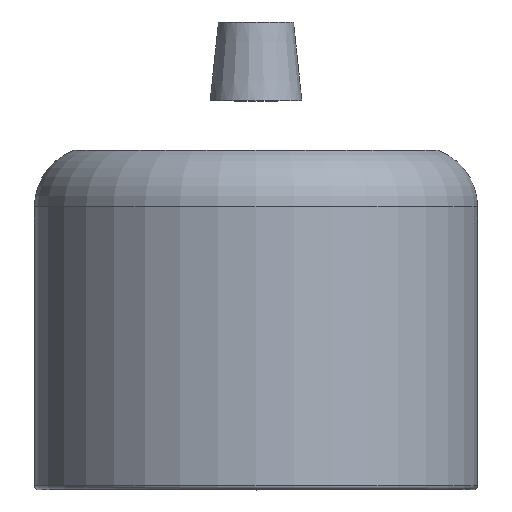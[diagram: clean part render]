
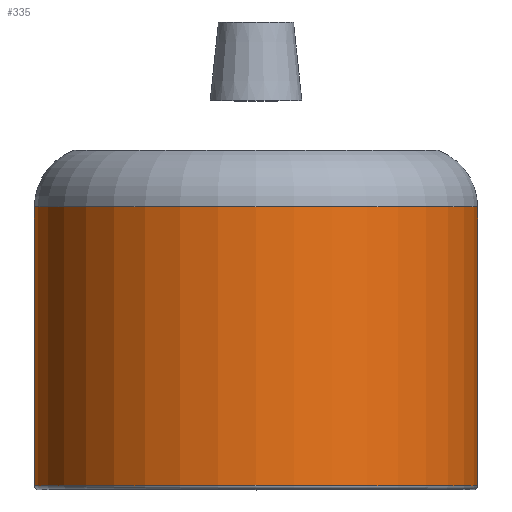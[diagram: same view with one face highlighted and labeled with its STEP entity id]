
A CAD part, top view. The second image highlights one B-rep face of the part: STEP entity #335.
In plain terms, the highlighted cylindrical face has radius 29.5 mm (diameter 59 mm), a full revolution.
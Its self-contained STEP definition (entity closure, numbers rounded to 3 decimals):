
#20=LINE('',#577,#32);
#32=VECTOR('',#447,29.);
#44=CYLINDRICAL_SURFACE('',#377,29.5);
#65=FACE_OUTER_BOUND('',#90,.T.);
#90=EDGE_LOOP('',(#237,#238,#239,#240));
#119=CIRCLE('',#374,29.5);
#121=CIRCLE('',#378,29.5);
#154=VERTEX_POINT('',#569);
#156=VERTEX_POINT('',#576);
#185=EDGE_CURVE('',#154,#154,#119,.T.);
#187=EDGE_CURVE('',#154,#156,#20,.T.);
#188=EDGE_CURVE('',#156,#156,#121,.T.);
#237=ORIENTED_EDGE('',*,*,#185,.F.);
#238=ORIENTED_EDGE('',*,*,#187,.T.);
#239=ORIENTED_EDGE('',*,*,#188,.F.);
#240=ORIENTED_EDGE('',*,*,#187,.F.);
#335=ADVANCED_FACE('',(#65),#44,.T.);
#374=AXIS2_PLACEMENT_3D('',#571,#439,#440);
#377=AXIS2_PLACEMENT_3D('',#575,#445,#446);
#378=AXIS2_PLACEMENT_3D('',#578,#448,#449);
#439=DIRECTION('center_axis',(0.,-1.,0.));
#440=DIRECTION('ref_axis',(0.,0.,-1.));
#445=DIRECTION('center_axis',(0.,-1.,0.));
#446=DIRECTION('ref_axis',(0.,0.,-1.));
#447=DIRECTION('',(0.,1.,0.));
#448=DIRECTION('center_axis',(0.,1.,0.));
#449=DIRECTION('ref_axis',(0.,0.,-1.));
#569=CARTESIAN_POINT('',(30.202,-310.293,30.442));
#571=CARTESIAN_POINT('Origin',(30.202,-310.293,0.942));
#575=CARTESIAN_POINT('Origin',(30.202,-291.886,0.942));
#576=CARTESIAN_POINT('',(30.202,-273.16,30.442));
#577=CARTESIAN_POINT('',(30.202,-291.886,30.442));
#578=CARTESIAN_POINT('Origin',(30.202,-273.16,0.942));
